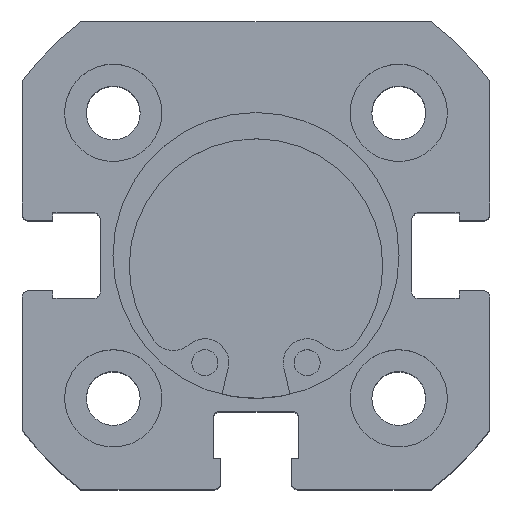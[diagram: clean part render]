
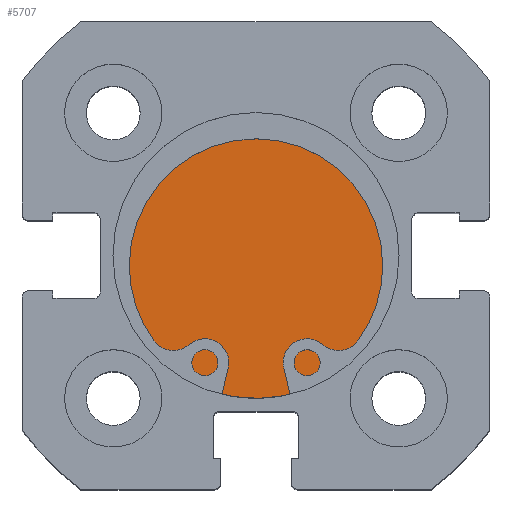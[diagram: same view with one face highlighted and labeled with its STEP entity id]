
A CAD part, top view. The second image highlights one B-rep face of the part: STEP entity #5707.
In plain terms, the highlighted face is planar.
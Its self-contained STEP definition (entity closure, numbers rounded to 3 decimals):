
#624 = ORIENTED_EDGE ( 'NONE', *, *, #933, .F. ) ;
#634 = ORIENTED_EDGE ( 'NONE', *, *, #1021, .F. ) ;
#933 = EDGE_CURVE ( 'NONE', #3927, #3947, #4320, .T. ) ;
#1021 = EDGE_CURVE ( 'NONE', #3947, #3927, #4448, .T. ) ;
#1859 = FACE_OUTER_BOUND ( 'NONE', #4736, .T. ) ;
#2017 = AXIS2_PLACEMENT_3D ( 'NONE', #5178, #5181, #5182 ) ;
#2311 = CARTESIAN_POINT ( 'NONE',  ( 6., 0., -11. ) ) ;
#2331 = CARTESIAN_POINT ( 'NONE',  ( 6., 0., 11. ) ) ;
#2726 = DIRECTION ( 'NONE',  ( -1., 0., 0. ) ) ;
#2765 = DIRECTION ( 'NONE',  ( 0., 0., 1. ) ) ;
#2875 = CARTESIAN_POINT ( 'NONE',  ( 6., 0., 0. ) ) ;
#2876 = DIRECTION ( 'NONE',  ( -1., 0., 0. ) ) ;
#3277 = CARTESIAN_POINT ( 'NONE',  ( 6., 0., 0. ) ) ;
#3281 = DIRECTION ( 'NONE',  ( 0., 0., 1. ) ) ;
#3927 = VERTEX_POINT ( 'NONE', #2331 ) ;
#3947 = VERTEX_POINT ( 'NONE', #2311 ) ;
#4320 = CIRCLE ( 'NONE', #5108, 11. ) ;
#4448 = CIRCLE ( 'NONE', #5055, 11. ) ;
#4736 = EDGE_LOOP ( 'NONE', ( #624, #634 ) ) ;
#5055 = AXIS2_PLACEMENT_3D ( 'NONE', #2875, #2876, #2765 ) ;
#5108 = AXIS2_PLACEMENT_3D ( 'NONE', #3277, #2726, #3281 ) ;
#5178 = CARTESIAN_POINT ( 'NONE',  ( 6., 11., 0. ) ) ;
#5179 = PLANE ( 'NONE',  #2017 ) ;
#5181 = DIRECTION ( 'NONE',  ( -1., 0., 0. ) ) ;
#5182 = DIRECTION ( 'NONE',  ( 0., 0., 1. ) ) ;
#5707 = ADVANCED_FACE ( 'NONE', ( #1859 ), #5179, .F. ) ;
